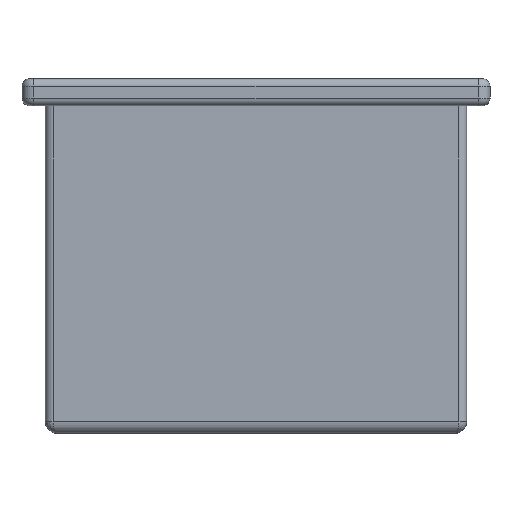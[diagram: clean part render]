
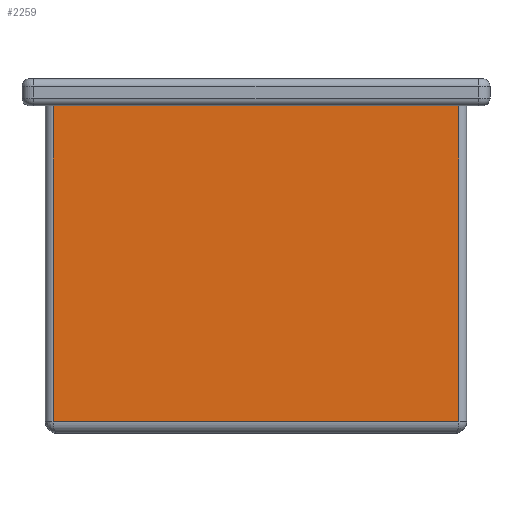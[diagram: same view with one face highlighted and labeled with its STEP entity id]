
A CAD part, front view. The second image highlights one B-rep face of the part: STEP entity #2259.
In plain terms, the highlighted planar face has unit normal (0, -1, 0).
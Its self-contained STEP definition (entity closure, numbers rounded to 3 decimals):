
#6 = DIRECTION ( 'NONE',  ( 0., -1., 0. ) ) ;
#26 = VECTOR ( 'NONE', #898, 1000. ) ;
#160 = EDGE_LOOP ( 'NONE', ( #2603, #1272, #10628, #2392 ) ) ;
#277 = VERTEX_POINT ( 'NONE', #7421 ) ;
#826 = LINE ( 'NONE', #8201, #2724 ) ;
#898 = DIRECTION ( 'NONE',  ( 1., 0., 0. ) ) ;
#1037 = LINE ( 'NONE', #2821, #9665 ) ;
#1096 = VERTEX_POINT ( 'NONE', #3468 ) ;
#1272 = ORIENTED_EDGE ( 'NONE', *, *, #5869, .T. ) ;
#1285 = DIRECTION ( 'NONE',  ( 0., 0., 1. ) ) ;
#1784 = EDGE_CURVE ( 'NONE', #277, #3697, #826, .T. ) ;
#2259 = ADVANCED_FACE ( 'NONE', ( #9328 ), #4953, .T. ) ;
#2392 = ORIENTED_EDGE ( 'NONE', *, *, #1784, .T. ) ;
#2603 = ORIENTED_EDGE ( 'NONE', *, *, #8715, .F. ) ;
#2666 = DIRECTION ( 'NONE',  ( 0., 0., 1. ) ) ;
#2724 = VECTOR ( 'NONE', #9004, 1000. ) ;
#2821 = CARTESIAN_POINT ( 'NONE',  ( -8.2, -3.38, -8.7 ) ) ;
#3210 = CARTESIAN_POINT ( 'NONE',  ( -8.2, -3.38, -0.7 ) ) ;
#3468 = CARTESIAN_POINT ( 'NONE',  ( -8.2, -3.38, -8.8 ) ) ;
#3697 = VERTEX_POINT ( 'NONE', #3210 ) ;
#4953 = PLANE ( 'NONE',  #10321 ) ;
#5078 = LINE ( 'NONE', #7569, #26 ) ;
#5869 = EDGE_CURVE ( 'NONE', #1096, #7742, #5078, .T. ) ;
#6627 = DIRECTION ( 'NONE',  ( 0., 0., -1. ) ) ;
#7421 = CARTESIAN_POINT ( 'NONE',  ( 2.2, -3.38, -0.7 ) ) ;
#7446 = CARTESIAN_POINT ( 'NONE',  ( 0., -3.38, -8.7 ) ) ;
#7569 = CARTESIAN_POINT ( 'NONE',  ( 0., -3.38, -8.8 ) ) ;
#7742 = VERTEX_POINT ( 'NONE', #7918 ) ;
#7918 = CARTESIAN_POINT ( 'NONE',  ( 2.2, -3.38, -8.8 ) ) ;
#8067 = LINE ( 'NONE', #8765, #8378 ) ;
#8155 = EDGE_CURVE ( 'NONE', #7742, #277, #8067, .T. ) ;
#8201 = CARTESIAN_POINT ( 'NONE',  ( 2.4, -3.38, -0.7 ) ) ;
#8378 = VECTOR ( 'NONE', #1285, 1000. ) ;
#8715 = EDGE_CURVE ( 'NONE', #1096, #3697, #1037, .T. ) ;
#8765 = CARTESIAN_POINT ( 'NONE',  ( 2.2, -3.38, -8.7 ) ) ;
#9004 = DIRECTION ( 'NONE',  ( -1., 0., 0. ) ) ;
#9328 = FACE_OUTER_BOUND ( 'NONE', #160, .T. ) ;
#9665 = VECTOR ( 'NONE', #2666, 1000. ) ;
#10321 = AXIS2_PLACEMENT_3D ( 'NONE', #7446, #6, #6627 ) ;
#10628 = ORIENTED_EDGE ( 'NONE', *, *, #8155, .T. ) ;
